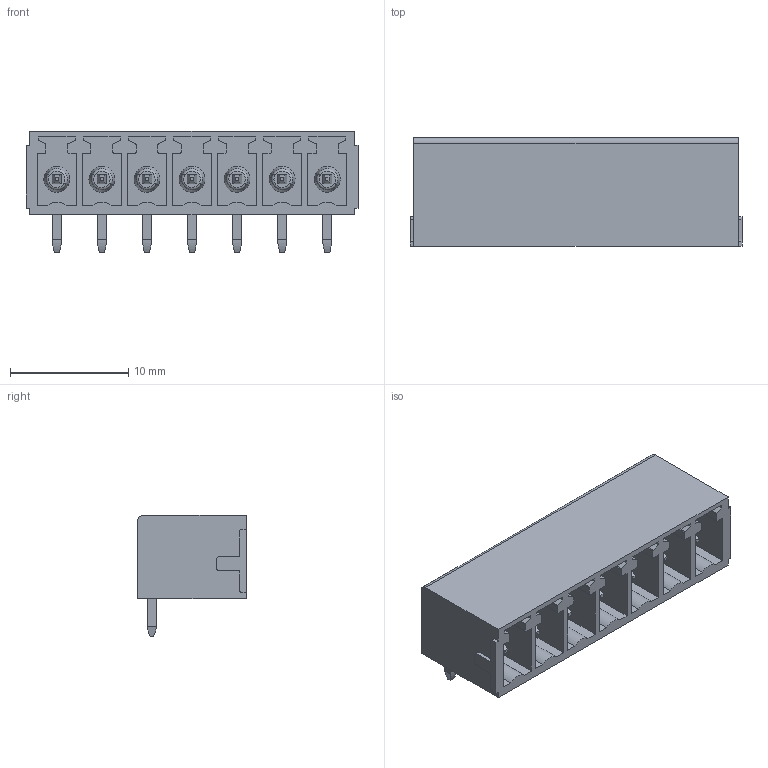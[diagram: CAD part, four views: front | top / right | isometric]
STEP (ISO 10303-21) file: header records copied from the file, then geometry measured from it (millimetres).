
FILE_DESCRIPTION(('CATIA V5 STEP Exchange','CAx-IF Rec.Pracs.--- Model Styling and Organization---1.2---2011-12-15'),'2;1');
FILE_NAME ('D1459776_0', '2018-09-29T03:54:17+00:00', ('none'), ('Weidmueller'), 'CATIA Version 5-6 Release 2014', 'CATIA V5 STEP AP214', 'none');
FILE_SCHEMA(('AUTOMOTIVE_DESIGN { 1 0 10303 214 1 1 1 1 }'));
Length unit declared in the file: millimetre
Products named in the file (1): 1942350000
Bounding box: 28.06 x 9.2 x 10.25 mm (x, y, z)
Volume: 808.8 mm3; surface area: 2640.8 mm2
Topology: 8 solids, 8 shells, 574 faces, 1645 edges, 1108 vertices
Faces by surface type: plane 411, cylinder 135, cone 14, torus 14
Entity records: 17416 total; most frequent: CARTESIAN_POINT 3395, ORIENTED_EDGE 3290, DIRECTION 2242, EDGE_CURVE 1645, VECTOR 1291, LINE 1291, VERTEX_POINT 1108, AXIS2_PLACEMENT_3D 622
